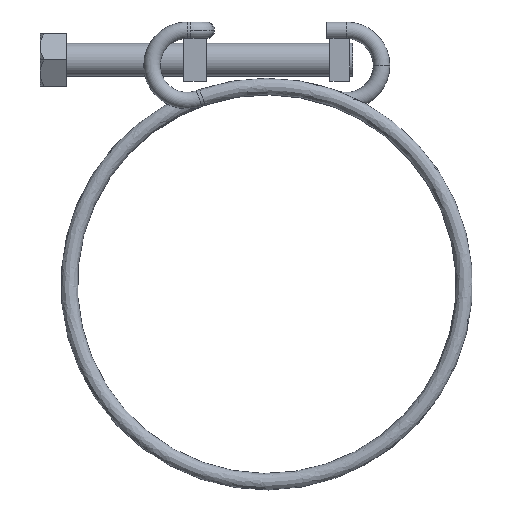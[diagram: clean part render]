
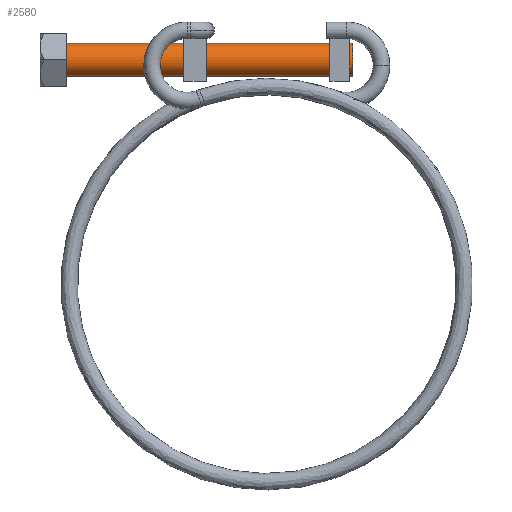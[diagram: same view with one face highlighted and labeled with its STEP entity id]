
A CAD part, top view. The second image highlights one B-rep face of the part: STEP entity #2580.
In plain terms, the highlighted cylindrical face has radius 2.5 mm (diameter 5 mm), a partial arc.
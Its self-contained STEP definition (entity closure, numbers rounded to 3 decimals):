
#117 = DIRECTION ( 'NONE',  ( -1., 0., 0. ) ) ;
#472 = VERTEX_POINT ( 'NONE', #2926 ) ;
#642 = DIRECTION ( 'NONE',  ( 0., 1., 0. ) ) ;
#795 = ORIENTED_EDGE ( 'NONE', *, *, #6045, .F. ) ;
#872 = VECTOR ( 'NONE', #5478, 1000. ) ;
#1267 = CARTESIAN_POINT ( 'NONE',  ( 13.087, 31.55, 0. ) ) ;
#1358 = EDGE_CURVE ( 'NONE', #2918, #4371, #8403, .T. ) ;
#1589 = EDGE_LOOP ( 'NONE', ( #795, #7393, #4297, #1925 ) ) ;
#1925 = ORIENTED_EDGE ( 'NONE', *, *, #8315, .F. ) ;
#2029 = AXIS2_PLACEMENT_3D ( 'NONE', #4060, #6366, #642 ) ;
#2128 = DIRECTION ( 'NONE',  ( 0., 1., 0. ) ) ;
#2171 = CARTESIAN_POINT ( 'NONE',  ( 13.087, 36.55, 0. ) ) ;
#2580 = ADVANCED_FACE ( 'NONE', ( #7116 ), #2770, .T. ) ;
#2770 = CYLINDRICAL_SURFACE ( 'NONE', #4252, 2.5 ) ;
#2918 = VERTEX_POINT ( 'NONE', #8283 ) ;
#2926 = CARTESIAN_POINT ( 'NONE',  ( -30.413, 31.55, 0. ) ) ;
#3149 = AXIS2_PLACEMENT_3D ( 'NONE', #8359, #8411, #2128 ) ;
#3150 = CARTESIAN_POINT ( 'NONE',  ( 13.087, 31.55, 0. ) ) ;
#3539 = VECTOR ( 'NONE', #7707, 1000. ) ;
#3816 = VERTEX_POINT ( 'NONE', #3150 ) ;
#4060 = CARTESIAN_POINT ( 'NONE',  ( -30.413, 34.05, 0. ) ) ;
#4252 = AXIS2_PLACEMENT_3D ( 'NONE', #6278, #117, #4855 ) ;
#4297 = ORIENTED_EDGE ( 'NONE', *, *, #9025, .T. ) ;
#4371 = VERTEX_POINT ( 'NONE', #7775 ) ;
#4855 = DIRECTION ( 'NONE',  ( 0., -1., 0. ) ) ;
#5478 = DIRECTION ( 'NONE',  ( -1., 0., 0. ) ) ;
#5620 = CIRCLE ( 'NONE', #3149, 2.5 ) ;
#5953 = CIRCLE ( 'NONE', #2029, 2.5 ) ;
#6045 = EDGE_CURVE ( 'NONE', #2918, #3816, #5620, .T. ) ;
#6278 = CARTESIAN_POINT ( 'NONE',  ( 13.087, 34.05, 0. ) ) ;
#6366 = DIRECTION ( 'NONE',  ( 1., 0., 0. ) ) ;
#7116 = FACE_OUTER_BOUND ( 'NONE', #1589, .T. ) ;
#7393 = ORIENTED_EDGE ( 'NONE', *, *, #1358, .T. ) ;
#7707 = DIRECTION ( 'NONE',  ( -1., 0., 0. ) ) ;
#7775 = CARTESIAN_POINT ( 'NONE',  ( -30.413, 36.55, 0. ) ) ;
#8283 = CARTESIAN_POINT ( 'NONE',  ( 13.087, 36.55, 0. ) ) ;
#8315 = EDGE_CURVE ( 'NONE', #3816, #472, #8816, .T. ) ;
#8359 = CARTESIAN_POINT ( 'NONE',  ( 13.087, 34.05, 0. ) ) ;
#8403 = LINE ( 'NONE', #2171, #3539 ) ;
#8411 = DIRECTION ( 'NONE',  ( 1., 0., 0. ) ) ;
#8816 = LINE ( 'NONE', #1267, #872 ) ;
#9025 = EDGE_CURVE ( 'NONE', #4371, #472, #5953, .T. ) ;
